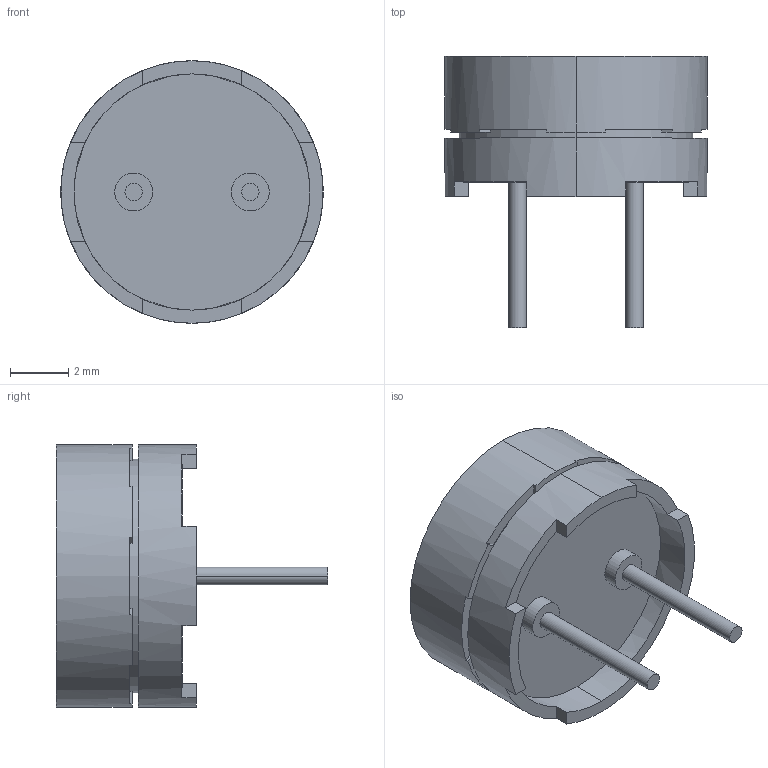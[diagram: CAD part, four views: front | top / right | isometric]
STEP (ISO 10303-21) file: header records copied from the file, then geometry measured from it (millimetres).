
FILE_DESCRIPTION (( 'STEP AP214' ), '1' );
FILE_NAME ('CUI_DEVICES_CMT-0904-83T.step', '2019-10-20T21:40:25', ( '' ), ( '' ), 'SwSTEP 2.0', 'SolidWorks 2019', '' );
FILE_SCHEMA (( 'AUTOMOTIVE_DESIGN' ));
Length unit declared in the file: inch
Products named in the file (1): CUI_DEVICES_CMT-0904-83T
Bounding box: 9 x 9.3 x 9 mm (x, y, z)
Volume: 165.4 mm3; surface area: 550.1 mm2
Topology: 1 solids, 1 shells, 83 faces, 213 edges, 142 vertices
Faces by surface type: plane 50, cylinder 29, cone 4
Entity records: 2786 total; most frequent: DIRECTION 475, CARTESIAN_POINT 463, ORIENTED_EDGE 426, EDGE_CURVE 213, AXIS2_PLACEMENT_3D 186, VERTEX_POINT 142, VECTOR 103, LINE 103
